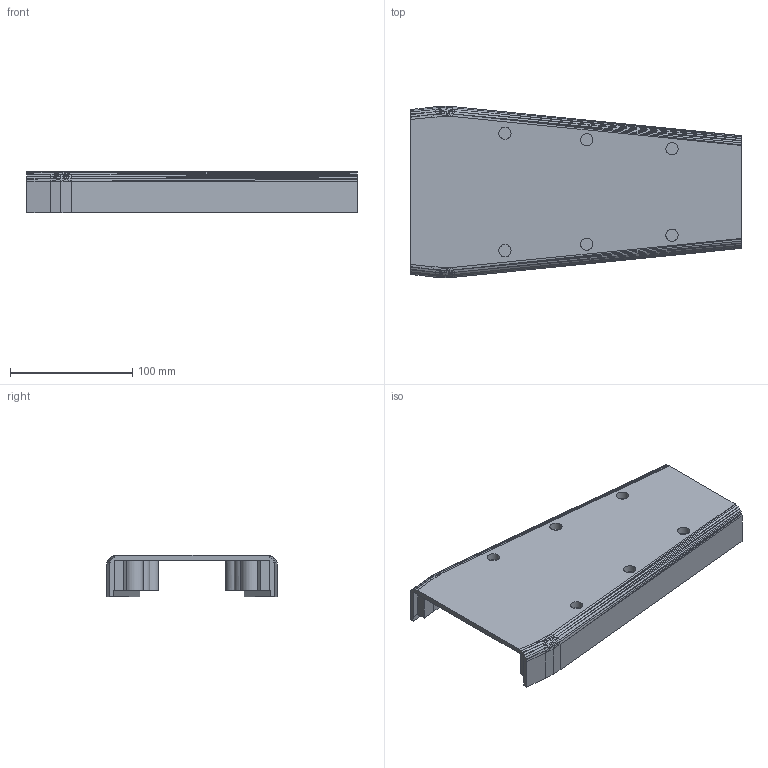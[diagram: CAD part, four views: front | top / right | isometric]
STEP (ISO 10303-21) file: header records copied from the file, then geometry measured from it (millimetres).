
FILE_DESCRIPTION(('FreeCAD Model'),'2;1');
FILE_NAME('bodyB2.step', '2016-02-24T12:42:20',('Author'),(''), 'Open CASCADE STEP processor 6.8','FreeCAD','Unknown');
FILE_SCHEMA(('AUTOMOTIVE_DESIGN_CC2 { 1 2 10303 214 -1 1 5 4 }'));
Length unit declared in the file: millimetre
Products named in the file (1): tapaB
Bounding box: 270 x 140 x 33.5 mm (x, y, z)
Volume: 306050.2 mm3; surface area: 104532.6 mm2
Topology: 1 solids, 1 shells, 212 faces, 434 edges, 236 vertices
Faces by surface type: plane 188, cylinder 24
Full cylindrical faces by diameter (mm): 4.5 x6, 10 x6
Entity records: 13626 total; most frequent: CARTESIAN_POINT 5363, DIRECTION 1323, ORIENTED_EDGE 868, PCURVE 868, DEFINITIONAL_REPRESENTATION 868, LINE 762, VECTOR 762, EDGE_CURVE 434
